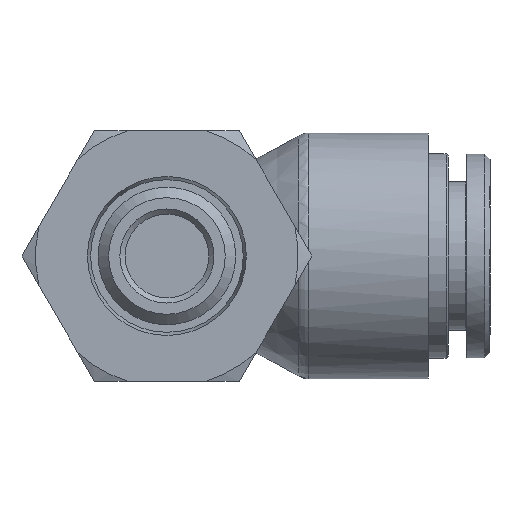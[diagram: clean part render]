
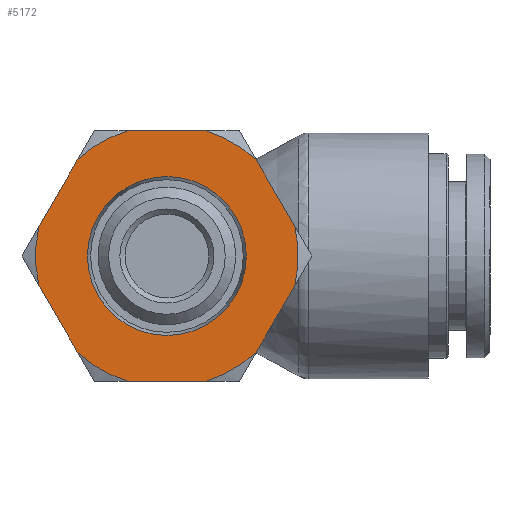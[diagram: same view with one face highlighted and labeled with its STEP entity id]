
A CAD part, front view. The second image highlights one B-rep face of the part: STEP entity #5172.
In plain terms, the highlighted face is planar.
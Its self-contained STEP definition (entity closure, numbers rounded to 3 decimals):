
#4735=CARTESIAN_POINT('',(-24.45,0.0,-7.6));
#4736=VERTEX_POINT('',#4735);
#4737=CARTESIAN_POINT('',(-24.45,0.0,0.0));
#4738=DIRECTION('',(1.0,0.0,0.0));
#4739=DIRECTION('',(0.0,0.0,-1.0));
#4740=AXIS2_PLACEMENT_3D('',#4737,#4738,#4739);
#4741=CIRCLE('',#4740,7.6);
#4742=EDGE_CURVE('',#4736,#4736,#4741,.T.);
#4843=CARTESIAN_POINT('',(-24.45,-12.241,2.799));
#4844=VERTEX_POINT('',#4843);
#4860=CARTESIAN_POINT('',(-24.45,-12.241,-2.799));
#4861=VERTEX_POINT('',#4860);
#4862=CARTESIAN_POINT('',(-24.45,0.,0.0));
#4863=DIRECTION('',(-1.0,0.0,0.0));
#4864=DIRECTION('',(0.0,1.0,0.0));
#4865=AXIS2_PLACEMENT_3D('',#4862,#4863,#4864);
#4866=CIRCLE('',#4865,12.556);
#4867=EDGE_CURVE('',#4861,#4844,#4866,.T.);
#4892=CARTESIAN_POINT('',(-24.45,-8.544,9.201));
#4893=VERTEX_POINT('',#4892);
#4907=CARTESIAN_POINT('',(-24.45,-3.696,12.0));
#4908=VERTEX_POINT('',#4907);
#4922=CARTESIAN_POINT('',(-24.45,0.,0.0));
#4923=DIRECTION('',(-1.0,0.0,0.0));
#4924=DIRECTION('',(0.0,1.0,0.0));
#4925=AXIS2_PLACEMENT_3D('',#4922,#4923,#4924);
#4926=CIRCLE('',#4925,12.556);
#4927=EDGE_CURVE('',#4893,#4908,#4926,.T.);
#4939=CARTESIAN_POINT('',(-24.45,3.696,12.));
#4940=VERTEX_POINT('',#4939);
#4954=CARTESIAN_POINT('',(-24.45,8.544,9.201));
#4955=VERTEX_POINT('',#4954);
#4969=CARTESIAN_POINT('',(-24.45,0.,0.0));
#4970=DIRECTION('',(-1.0,0.0,0.0));
#4971=DIRECTION('',(0.0,1.0,0.0));
#4972=AXIS2_PLACEMENT_3D('',#4969,#4970,#4971);
#4973=CIRCLE('',#4972,12.556);
#4974=EDGE_CURVE('',#4940,#4955,#4973,.T.);
#4984=CARTESIAN_POINT('',(-24.45,-8.544,-9.201));
#4985=VERTEX_POINT('',#4984);
#5001=CARTESIAN_POINT('',(-24.45,-3.696,-12.0));
#5002=VERTEX_POINT('',#5001);
#5003=CARTESIAN_POINT('',(-24.45,0.,0.0));
#5004=DIRECTION('',(-1.0,0.0,0.0));
#5005=DIRECTION('',(0.0,1.0,0.0));
#5006=AXIS2_PLACEMENT_3D('',#5003,#5004,#5005);
#5007=CIRCLE('',#5006,12.556);
#5008=EDGE_CURVE('',#5002,#4985,#5007,.T.);
#5031=CARTESIAN_POINT('',(-24.45,3.696,-12.));
#5032=VERTEX_POINT('',#5031);
#5048=CARTESIAN_POINT('',(-24.45,8.544,-9.201));
#5049=VERTEX_POINT('',#5048);
#5050=CARTESIAN_POINT('',(-24.45,0.,0.0));
#5051=DIRECTION('',(-1.0,0.0,0.0));
#5052=DIRECTION('',(0.0,1.0,0.0));
#5053=AXIS2_PLACEMENT_3D('',#5050,#5051,#5052);
#5054=CIRCLE('',#5053,12.556);
#5055=EDGE_CURVE('',#5049,#5032,#5054,.T.);
#5080=CARTESIAN_POINT('',(-24.45,12.241,2.799));
#5081=VERTEX_POINT('',#5080);
#5095=CARTESIAN_POINT('',(-24.45,12.241,-2.799));
#5096=VERTEX_POINT('',#5095);
#5110=CARTESIAN_POINT('',(-24.45,0.,0.0));
#5111=DIRECTION('',(-1.0,0.0,0.0));
#5112=DIRECTION('',(0.0,1.0,0.0));
#5113=AXIS2_PLACEMENT_3D('',#5110,#5111,#5112);
#5114=CIRCLE('',#5113,12.556);
#5115=EDGE_CURVE('',#5081,#5096,#5114,.T.);
#5120=CARTESIAN_POINT('',(-24.45,8.8,0.0));
#5121=DIRECTION('',(-1.0,0.0,0.0));
#5122=DIRECTION('',(0.0,0.0,1.0));
#5123=AXIS2_PLACEMENT_3D('',#5120,#5121,#5122);
#5124=PLANE('',#5123);
#5125=ORIENTED_EDGE('',*,*,#5115,.T.);
#5126=CARTESIAN_POINT('',(-24.45,8.544,-9.201));
#5127=DIRECTION('',(0.0,0.5,0.866));
#5128=VECTOR('',#5127,7.393);
#5129=LINE('',#5126,#5128);
#5130=EDGE_CURVE('',#5049,#5096,#5129,.T.);
#5131=ORIENTED_EDGE('',*,*,#5130,.F.);
#5132=ORIENTED_EDGE('',*,*,#5055,.T.);
#5133=CARTESIAN_POINT('',(-24.45,-3.696,-12.));
#5134=DIRECTION('',(0.0,1.0,0.0));
#5135=VECTOR('',#5134,7.393);
#5136=LINE('',#5133,#5135);
#5137=EDGE_CURVE('',#5002,#5032,#5136,.T.);
#5138=ORIENTED_EDGE('',*,*,#5137,.F.);
#5139=ORIENTED_EDGE('',*,*,#5008,.T.);
#5140=CARTESIAN_POINT('',(-24.45,-12.241,-2.799));
#5141=DIRECTION('',(0.0,0.5,-0.866));
#5142=VECTOR('',#5141,7.393);
#5143=LINE('',#5140,#5142);
#5144=EDGE_CURVE('',#4861,#4985,#5143,.T.);
#5145=ORIENTED_EDGE('',*,*,#5144,.F.);
#5146=ORIENTED_EDGE('',*,*,#4867,.T.);
#5147=CARTESIAN_POINT('',(-24.45,-8.544,9.201));
#5148=DIRECTION('',(0.0,-0.5,-0.866));
#5149=VECTOR('',#5148,7.393);
#5150=LINE('',#5147,#5149);
#5151=EDGE_CURVE('',#4893,#4844,#5150,.T.);
#5152=ORIENTED_EDGE('',*,*,#5151,.F.);
#5153=ORIENTED_EDGE('',*,*,#4927,.T.);
#5154=CARTESIAN_POINT('',(-24.45,3.696,12.));
#5155=DIRECTION('',(0.0,-1.0,0.0));
#5156=VECTOR('',#5155,7.393);
#5157=LINE('',#5154,#5156);
#5158=EDGE_CURVE('',#4940,#4908,#5157,.T.);
#5159=ORIENTED_EDGE('',*,*,#5158,.F.);
#5160=ORIENTED_EDGE('',*,*,#4974,.T.);
#5161=CARTESIAN_POINT('',(-24.45,12.241,2.799));
#5162=DIRECTION('',(0.0,-0.5,0.866));
#5163=VECTOR('',#5162,7.393);
#5164=LINE('',#5161,#5163);
#5165=EDGE_CURVE('',#5081,#4955,#5164,.T.);
#5166=ORIENTED_EDGE('',*,*,#5165,.F.);
#5167=EDGE_LOOP('',(#5125,#5131,#5132,#5138,#5139,#5145,#5146,#5152,#5153,#5159,#5160,#5166));
#5168=FACE_OUTER_BOUND('',#5167,.T.);
#5169=ORIENTED_EDGE('',*,*,#4742,.T.);
#5170=EDGE_LOOP('',(#5169));
#5171=FACE_BOUND('',#5170,.T.);
#5172=ADVANCED_FACE('',(#5168,#5171),#5124,.T.);
